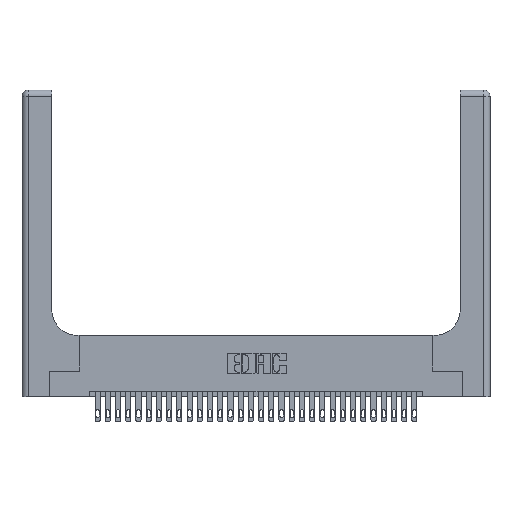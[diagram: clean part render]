
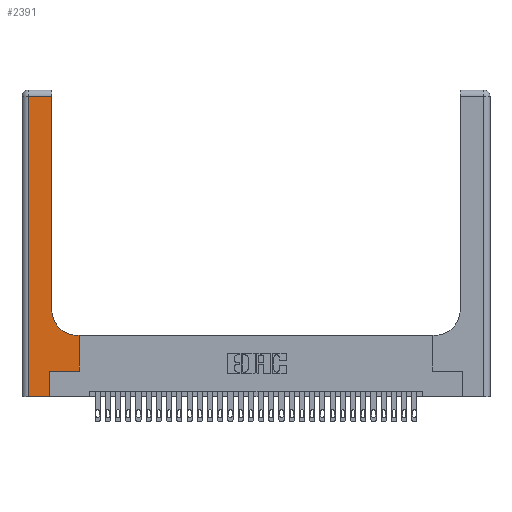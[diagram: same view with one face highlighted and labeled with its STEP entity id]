
A CAD part, top view. The second image highlights one B-rep face of the part: STEP entity #2391.
In plain terms, the highlighted planar face has unit normal (0, 0, 1).
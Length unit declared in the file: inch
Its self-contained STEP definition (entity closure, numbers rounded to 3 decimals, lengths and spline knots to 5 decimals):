
#94 = CARTESIAN_POINT ( 'NONE',  ( 0.06, 2.94, 0.37 ) ) ;
#1175 = VERTEX_POINT ( 'NONE', #12794 ) ;
#1232 = CARTESIAN_POINT ( 'NONE',  ( 0.269, 0., 0.37 ) ) ;
#2125 = PLANE ( 'NONE',  #11821 ) ;
#2391 = ADVANCED_FACE ( 'NONE', ( #4026 ), #2125, .F. ) ;
#2488 = VERTEX_POINT ( 'NONE', #94 ) ;
#2952 = ORIENTED_EDGE ( 'NONE', *, *, #29303, .T. ) ;
#3174 = ORIENTED_EDGE ( 'NONE', *, *, #7846, .T. ) ;
#3238 = EDGE_CURVE ( 'NONE', #12705, #19807, #9339, .T. ) ;
#3723 = VECTOR ( 'NONE', #4644, 39.37008 ) ;
#3850 = DIRECTION ( 'NONE',  ( 1., 0., 0. ) ) ;
#3878 = ORIENTED_EDGE ( 'NONE', *, *, #3238, .T. ) ;
#4026 = FACE_OUTER_BOUND ( 'NONE', #25457, .T. ) ;
#4209 = VERTEX_POINT ( 'NONE', #19626 ) ;
#4644 = DIRECTION ( 'NONE',  ( -1., 0., 0. ) ) ;
#5271 = CARTESIAN_POINT ( 'NONE',  ( 0.269, 0.25, 0.37 ) ) ;
#6082 = CARTESIAN_POINT ( 'NONE',  ( 0.5415, 0.85, 0.37 ) ) ;
#6454 = EDGE_CURVE ( 'NONE', #2488, #4209, #17201, .T. ) ;
#6595 = DIRECTION ( 'NONE',  ( 1., 0., 0. ) ) ;
#7106 = CARTESIAN_POINT ( 'NONE',  ( 0.269, 0., 0.37 ) ) ;
#7568 = LINE ( 'NONE', #27938, #23274 ) ;
#7606 = CARTESIAN_POINT ( 'NONE',  ( 0.06, 3., 0.37 ) ) ;
#7846 = EDGE_CURVE ( 'NONE', #1175, #14242, #7568, .T. ) ;
#8216 = VERTEX_POINT ( 'NONE', #19907 ) ;
#8939 = EDGE_CURVE ( 'NONE', #8216, #10220, #12452, .T. ) ;
#9339 = LINE ( 'NONE', #23317, #25751 ) ;
#10059 = VERTEX_POINT ( 'NONE', #7106 ) ;
#10220 = VERTEX_POINT ( 'NONE', #29798 ) ;
#10582 = CARTESIAN_POINT ( 'NONE',  ( 0.5415, 0.6, 0.37 ) ) ;
#10758 = ORIENTED_EDGE ( 'NONE', *, *, #15975, .T. ) ;
#11015 = DIRECTION ( 'NONE',  ( 0., 1., 0. ) ) ;
#11454 = ORIENTED_EDGE ( 'NONE', *, *, #6454, .T. ) ;
#11821 = AXIS2_PLACEMENT_3D ( 'NONE', #24111, #21775, #26566 ) ;
#12379 = VECTOR ( 'NONE', #6595, 39.37008 ) ;
#12452 = LINE ( 'NONE', #5271, #30412 ) ;
#12503 = DIRECTION ( 'NONE',  ( 0., -1., 0. ) ) ;
#12705 = VERTEX_POINT ( 'NONE', #16484 ) ;
#12794 = CARTESIAN_POINT ( 'NONE',  ( 0.5585, 0.6, 0.37 ) ) ;
#13798 = CARTESIAN_POINT ( 'NONE',  ( 0., 0., 0.37 ) ) ;
#13885 = ORIENTED_EDGE ( 'NONE', *, *, #25621, .T. ) ;
#14242 = VERTEX_POINT ( 'NONE', #10582 ) ;
#14379 = ORIENTED_EDGE ( 'NONE', *, *, #8939, .T. ) ;
#14483 = ORIENTED_EDGE ( 'NONE', *, *, #15024, .T. ) ;
#14999 = CARTESIAN_POINT ( 'NONE',  ( 0.2915, 2.94, 0.37 ) ) ;
#15024 = EDGE_CURVE ( 'NONE', #14242, #12705, #28538, .T. ) ;
#15641 = DIRECTION ( 'NONE',  ( -1., 0., 0. ) ) ;
#15975 = EDGE_CURVE ( 'NONE', #19807, #2488, #23951, .T. ) ;
#16378 = VECTOR ( 'NONE', #28084, 39.37008 ) ;
#16427 = VECTOR ( 'NONE', #12503, 39.37008 ) ;
#16484 = CARTESIAN_POINT ( 'NONE',  ( 0.2915, 0.85, 0.37 ) ) ;
#17201 = LINE ( 'NONE', #7606, #16427 ) ;
#17698 = VECTOR ( 'NONE', #23107, 39.37008 ) ;
#17818 = ORIENTED_EDGE ( 'NONE', *, *, #21190, .T. ) ;
#19626 = CARTESIAN_POINT ( 'NONE',  ( 0.06, 0., 0.37 ) ) ;
#19666 = DIRECTION ( 'NONE',  ( 1., 0., 0. ) ) ;
#19672 = LINE ( 'NONE', #13798, #12379 ) ;
#19807 = VERTEX_POINT ( 'NONE', #14999 ) ;
#19907 = CARTESIAN_POINT ( 'NONE',  ( 0.269, 0.25, 0.37 ) ) ;
#21190 = EDGE_CURVE ( 'NONE', #10220, #1175, #30893, .T. ) ;
#21775 = DIRECTION ( 'NONE',  ( 0., 0., -1. ) ) ;
#23107 = DIRECTION ( 'NONE',  ( 0., 1., 0. ) ) ;
#23274 = VECTOR ( 'NONE', #15641, 39.37008 ) ;
#23317 = CARTESIAN_POINT ( 'NONE',  ( 0.2915, 3., 0.37 ) ) ;
#23951 = LINE ( 'NONE', #31287, #3723 ) ;
#24111 = CARTESIAN_POINT ( 'NONE',  ( 0., 3., 0.37 ) ) ;
#25457 = EDGE_LOOP ( 'NONE', ( #3878, #10758, #11454, #2952, #13885, #14379, #17818, #3174, #14483 ) ) ;
#25621 = EDGE_CURVE ( 'NONE', #10059, #8216, #27276, .T. ) ;
#25751 = VECTOR ( 'NONE', #11015, 39.37008 ) ;
#26566 = DIRECTION ( 'NONE',  ( -1., 0., 0. ) ) ;
#27276 = LINE ( 'NONE', #1232, #17698 ) ;
#27938 = CARTESIAN_POINT ( 'NONE',  ( 0.2915, 0.6, 0.37 ) ) ;
#28084 = DIRECTION ( 'NONE',  ( 0., 1., 0. ) ) ;
#28259 = DIRECTION ( 'NONE',  ( 0., 0., -1. ) ) ;
#28538 = CIRCLE ( 'NONE', #31490, 0.25 ) ;
#29303 = EDGE_CURVE ( 'NONE', #4209, #10059, #19672, .T. ) ;
#29798 = CARTESIAN_POINT ( 'NONE',  ( 0.5585, 0.25, 0.37 ) ) ;
#30412 = VECTOR ( 'NONE', #19666, 39.37008 ) ;
#30527 = CARTESIAN_POINT ( 'NONE',  ( 0.5585, 0.25, 0.37 ) ) ;
#30893 = LINE ( 'NONE', #30527, #16378 ) ;
#31287 = CARTESIAN_POINT ( 'NONE',  ( 0., 2.94, 0.37 ) ) ;
#31490 = AXIS2_PLACEMENT_3D ( 'NONE', #6082, #28259, #3850 ) ;
